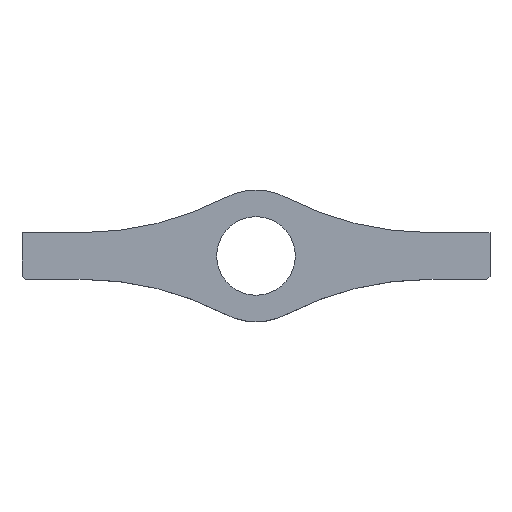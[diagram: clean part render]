
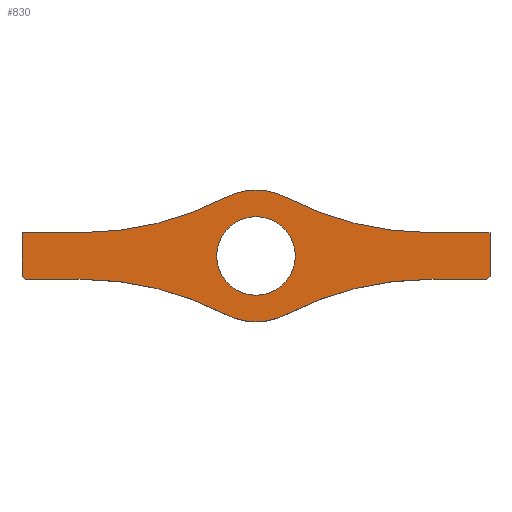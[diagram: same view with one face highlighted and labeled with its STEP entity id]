
A CAD part, top view. The second image highlights one B-rep face of the part: STEP entity #830.
In plain terms, the highlighted planar face has unit normal (0, 0, 1).
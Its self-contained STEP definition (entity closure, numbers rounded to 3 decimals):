
#2 = CIRCLE ( 'NONE', #650, 12.6 ) ;
#18 = DIRECTION ( 'NONE',  ( 1., 0., 0. ) ) ;
#31 = EDGE_CURVE ( 'NONE', #1003, #491, #753, .T. ) ;
#46 = LINE ( 'NONE', #759, #435 ) ;
#47 = VECTOR ( 'NONE', #861, 1000. ) ;
#62 = DIRECTION ( 'NONE',  ( 0., 1., 0. ) ) ;
#74 = VERTEX_POINT ( 'NONE', #705 ) ;
#92 = DIRECTION ( 'NONE',  ( 1., 0., 0. ) ) ;
#94 = ORIENTED_EDGE ( 'NONE', *, *, #259, .T. ) ;
#107 = CARTESIAN_POINT ( 'NONE',  ( 40.75, -40.75, 15. ) ) ;
#108 = CARTESIAN_POINT ( 'NONE',  ( -12.6, 0., 15. ) ) ;
#116 = VERTEX_POINT ( 'NONE', #1046 ) ;
#119 = DIRECTION ( 'NONE',  ( 1., 0., 0. ) ) ;
#123 = DIRECTION ( 'NONE',  ( 0., 0., 1. ) ) ;
#133 = EDGE_CURVE ( 'NONE', #322, #116, #786, .T. ) ;
#136 = AXIS2_PLACEMENT_3D ( 'NONE', #453, #636, #92 ) ;
#144 = CARTESIAN_POINT ( 'NONE',  ( -55.758, 7.5, 15. ) ) ;
#154 = EDGE_CURVE ( 'NONE', #192, #735, #792, .T. ) ;
#164 = DIRECTION ( 'NONE',  ( 0., 0., 1. ) ) ;
#183 = DIRECTION ( 'NONE',  ( 1., 0., 0. ) ) ;
#188 = EDGE_CURVE ( 'NONE', #735, #322, #523, .T. ) ;
#192 = VERTEX_POINT ( 'NONE', #905 ) ;
#202 = ORIENTED_EDGE ( 'NONE', *, *, #774, .T. ) ;
#223 = DIRECTION ( 'NONE',  ( 0., -1., 0. ) ) ;
#231 = CARTESIAN_POINT ( 'NONE',  ( 0., 0., 15. ) ) ;
#249 = ORIENTED_EDGE ( 'NONE', *, *, #31, .T. ) ;
#259 = EDGE_CURVE ( 'NONE', #74, #282, #881, .T. ) ;
#262 = DIRECTION ( 'NONE',  ( 0.707, -0.707, 0. ) ) ;
#267 = CARTESIAN_POINT ( 'NONE',  ( -9.715, 18.73, 15. ) ) ;
#272 = VERTEX_POINT ( 'NONE', #267 ) ;
#282 = VERTEX_POINT ( 'NONE', #621 ) ;
#289 = ORIENTED_EDGE ( 'NONE', *, *, #1037, .T. ) ;
#292 = CARTESIAN_POINT ( 'NONE',  ( 9.715, -18.73, 15. ) ) ;
#298 = FACE_OUTER_BOUND ( 'NONE', #428, .T. ) ;
#306 = CARTESIAN_POINT ( 'NONE',  ( -75., -7.5, 15. ) ) ;
#307 = DIRECTION ( 'NONE',  ( -1., 0., 0. ) ) ;
#309 = DIRECTION ( 'NONE',  ( 1., 0., 0. ) ) ;
#312 = DIRECTION ( 'NONE',  ( 1., 0., 0. ) ) ;
#322 = VERTEX_POINT ( 'NONE', #975 ) ;
#332 = CARTESIAN_POINT ( 'NONE',  ( 0., 0., 15. ) ) ;
#346 = CARTESIAN_POINT ( 'NONE',  ( -40.75, -40.75, 15. ) ) ;
#348 = DIRECTION ( 'NONE',  ( 1., 0., 0. ) ) ;
#351 = DIRECTION ( 'NONE',  ( 0., 0., 1. ) ) ;
#366 = ORIENTED_EDGE ( 'NONE', *, *, #154, .T. ) ;
#384 = CARTESIAN_POINT ( 'NONE',  ( 0., 0., 15. ) ) ;
#415 = ORIENTED_EDGE ( 'NONE', *, *, #804, .F. ) ;
#427 = AXIS2_PLACEMENT_3D ( 'NONE', #231, #164, #312 ) ;
#428 = EDGE_LOOP ( 'NONE', ( #249, #688, #289, #202, #1105, #853, #366, #984, #639, #660, #94, #1110, #448, #924 ) ) ;
#431 = CARTESIAN_POINT ( 'NONE',  ( -75., -6.5, 15. ) ) ;
#435 = VECTOR ( 'NONE', #715, 1000. ) ;
#442 = VERTEX_POINT ( 'NONE', #763 ) ;
#448 = ORIENTED_EDGE ( 'NONE', *, *, #977, .T. ) ;
#453 = CARTESIAN_POINT ( 'NONE',  ( 55.758, 107.5, 15. ) ) ;
#454 = PLANE ( 'NONE',  #783 ) ;
#464 = DIRECTION ( 'NONE',  ( 1., 0., 0. ) ) ;
#486 = CIRCLE ( 'NONE', #677, 21.1 ) ;
#491 = VERTEX_POINT ( 'NONE', #431 ) ;
#494 = CARTESIAN_POINT ( 'NONE',  ( -74., -7.5, 15. ) ) ;
#518 = AXIS2_PLACEMENT_3D ( 'NONE', #747, #538, #1072 ) ;
#523 = LINE ( 'NONE', #107, #1082 ) ;
#525 = CIRCLE ( 'NONE', #939, 12.6 ) ;
#532 = DIRECTION ( 'NONE',  ( 0.707, 0.707, 0. ) ) ;
#538 = DIRECTION ( 'NONE',  ( 0., 0., -1. ) ) ;
#571 = VERTEX_POINT ( 'NONE', #144 ) ;
#573 = AXIS2_PLACEMENT_3D ( 'NONE', #1012, #821, #18 ) ;
#588 = VERTEX_POINT ( 'NONE', #494 ) ;
#592 = LINE ( 'NONE', #751, #47 ) ;
#593 = VECTOR ( 'NONE', #62, 1000. ) ;
#601 = EDGE_CURVE ( 'NONE', #491, #588, #1145, .T. ) ;
#604 = CARTESIAN_POINT ( 'NONE',  ( -9.715, -18.73, 15. ) ) ;
#621 = CARTESIAN_POINT ( 'NONE',  ( 9.715, 18.73, 15. ) ) ;
#636 = DIRECTION ( 'NONE',  ( 0., 0., -1. ) ) ;
#639 = ORIENTED_EDGE ( 'NONE', *, *, #133, .T. ) ;
#643 = FACE_BOUND ( 'NONE', #760, .T. ) ;
#650 = AXIS2_PLACEMENT_3D ( 'NONE', #917, #123, #464 ) ;
#660 = ORIENTED_EDGE ( 'NONE', *, *, #966, .T. ) ;
#669 = EDGE_CURVE ( 'NONE', #571, #1003, #1149, .T. ) ;
#677 = AXIS2_PLACEMENT_3D ( 'NONE', #780, #1062, #1133 ) ;
#683 = EDGE_CURVE ( 'NONE', #282, #272, #710, .T. ) ;
#685 = DIRECTION ( 'NONE',  ( 0., 0., -1. ) ) ;
#688 = ORIENTED_EDGE ( 'NONE', *, *, #601, .T. ) ;
#705 = CARTESIAN_POINT ( 'NONE',  ( 55.758, 7.5, 15. ) ) ;
#706 = VECTOR ( 'NONE', #223, 1000. ) ;
#710 = CIRCLE ( 'NONE', #427, 21.1 ) ;
#715 = DIRECTION ( 'NONE',  ( 1., 0., 0. ) ) ;
#724 = ORIENTED_EDGE ( 'NONE', *, *, #1125, .F. ) ;
#726 = CIRCLE ( 'NONE', #573, 100. ) ;
#735 = VERTEX_POINT ( 'NONE', #762 ) ;
#741 = VERTEX_POINT ( 'NONE', #1029 ) ;
#747 = CARTESIAN_POINT ( 'NONE',  ( -55.758, -107.5, 15. ) ) ;
#748 = VERTEX_POINT ( 'NONE', #292 ) ;
#751 = CARTESIAN_POINT ( 'NONE',  ( 19.722, 7.5, 15. ) ) ;
#752 = VERTEX_POINT ( 'NONE', #108 ) ;
#753 = LINE ( 'NONE', #306, #706 ) ;
#759 = CARTESIAN_POINT ( 'NONE',  ( -75., -7.5, 15. ) ) ;
#760 = EDGE_LOOP ( 'NONE', ( #724, #415 ) ) ;
#762 = CARTESIAN_POINT ( 'NONE',  ( 74., -7.5, 15. ) ) ;
#763 = CARTESIAN_POINT ( 'NONE',  ( -55.758, -7.5, 15. ) ) ;
#774 = EDGE_CURVE ( 'NONE', #442, #1068, #953, .T. ) ;
#780 = CARTESIAN_POINT ( 'NONE',  ( 0., 0., 15. ) ) ;
#783 = AXIS2_PLACEMENT_3D ( 'NONE', #384, #912, #119 ) ;
#786 = LINE ( 'NONE', #1140, #593 ) ;
#791 = EDGE_CURVE ( 'NONE', #748, #192, #726, .T. ) ;
#792 = LINE ( 'NONE', #1148, #891 ) ;
#804 = EDGE_CURVE ( 'NONE', #752, #741, #2, .T. ) ;
#821 = DIRECTION ( 'NONE',  ( 0., 0., -1. ) ) ;
#830 = ADVANCED_FACE ( 'NONE', ( #298, #643 ), #454, .T. ) ;
#847 = AXIS2_PLACEMENT_3D ( 'NONE', #929, #685, #309 ) ;
#853 = ORIENTED_EDGE ( 'NONE', *, *, #791, .T. ) ;
#861 = DIRECTION ( 'NONE',  ( -1., 0., 0. ) ) ;
#865 = CIRCLE ( 'NONE', #847, 100. ) ;
#881 = CIRCLE ( 'NONE', #136, 100. ) ;
#891 = VECTOR ( 'NONE', #348, 1000. ) ;
#905 = CARTESIAN_POINT ( 'NONE',  ( 55.758, -7.5, 15. ) ) ;
#910 = VECTOR ( 'NONE', #307, 1000. ) ;
#912 = DIRECTION ( 'NONE',  ( 0., 0., 1. ) ) ;
#917 = CARTESIAN_POINT ( 'NONE',  ( 0., 0., 15. ) ) ;
#924 = ORIENTED_EDGE ( 'NONE', *, *, #669, .T. ) ;
#929 = CARTESIAN_POINT ( 'NONE',  ( -55.758, 107.5, 15. ) ) ;
#939 = AXIS2_PLACEMENT_3D ( 'NONE', #332, #351, #183 ) ;
#945 = CARTESIAN_POINT ( 'NONE',  ( -75., 7.5, 15. ) ) ;
#953 = CIRCLE ( 'NONE', #518, 100. ) ;
#966 = EDGE_CURVE ( 'NONE', #116, #74, #592, .T. ) ;
#975 = CARTESIAN_POINT ( 'NONE',  ( 75., -6.5, 15. ) ) ;
#977 = EDGE_CURVE ( 'NONE', #272, #571, #865, .T. ) ;
#984 = ORIENTED_EDGE ( 'NONE', *, *, #188, .T. ) ;
#1003 = VERTEX_POINT ( 'NONE', #945 ) ;
#1012 = CARTESIAN_POINT ( 'NONE',  ( 55.758, -107.5, 15. ) ) ;
#1029 = CARTESIAN_POINT ( 'NONE',  ( 12.6, 0., 15. ) ) ;
#1036 = VECTOR ( 'NONE', #262, 1000. ) ;
#1037 = EDGE_CURVE ( 'NONE', #588, #442, #46, .T. ) ;
#1046 = CARTESIAN_POINT ( 'NONE',  ( 75., 7.5, 15. ) ) ;
#1062 = DIRECTION ( 'NONE',  ( 0., 0., 1. ) ) ;
#1068 = VERTEX_POINT ( 'NONE', #604 ) ;
#1072 = DIRECTION ( 'NONE',  ( 1., 0., 0. ) ) ;
#1082 = VECTOR ( 'NONE', #532, 1000. ) ;
#1105 = ORIENTED_EDGE ( 'NONE', *, *, #1147, .T. ) ;
#1110 = ORIENTED_EDGE ( 'NONE', *, *, #683, .T. ) ;
#1125 = EDGE_CURVE ( 'NONE', #741, #752, #525, .T. ) ;
#1133 = DIRECTION ( 'NONE',  ( 1., 0., 0. ) ) ;
#1140 = CARTESIAN_POINT ( 'NONE',  ( 75., -7.5, 15. ) ) ;
#1141 = CARTESIAN_POINT ( 'NONE',  ( -75., 7.5, 15. ) ) ;
#1145 = LINE ( 'NONE', #346, #1036 ) ;
#1147 = EDGE_CURVE ( 'NONE', #1068, #748, #486, .T. ) ;
#1148 = CARTESIAN_POINT ( 'NONE',  ( 19.722, -7.5, 15. ) ) ;
#1149 = LINE ( 'NONE', #1141, #910 ) ;
